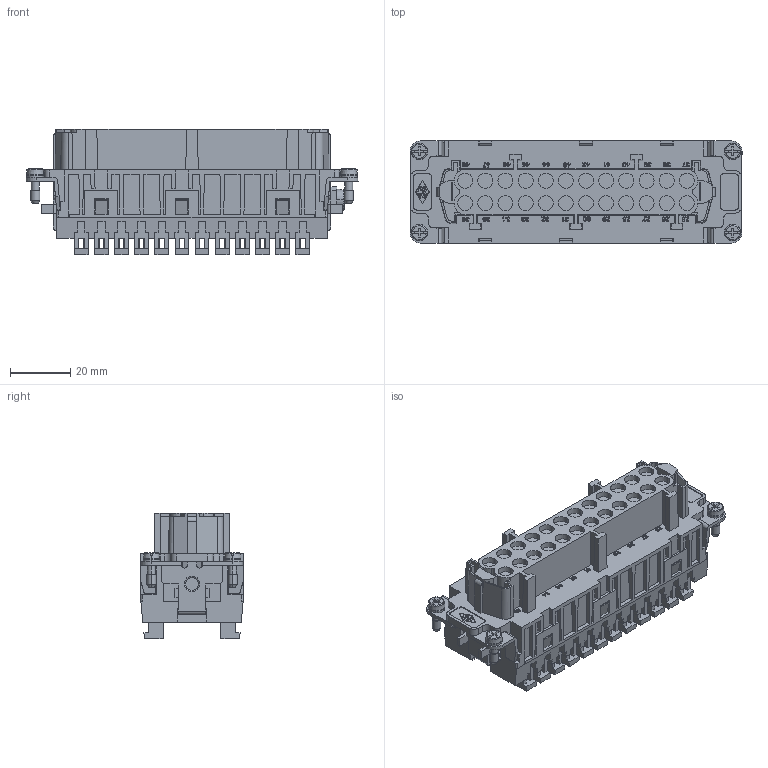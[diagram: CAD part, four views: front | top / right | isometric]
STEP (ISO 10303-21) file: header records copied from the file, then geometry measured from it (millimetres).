
FILE_DESCRIPTION(('Creo Elements/Direct Modeling STEP Export'),'2;1');
FILE_NAME('0ln7uvk4527ubnp2556','2016-10-04T15:57:29',(''),(''),'PTC Creo Elements/Direct Modeling STEP processor for AP214 (Solid Model)','PTC Creo Elements/Direct Modeling 19.0E 27-Jun-2016 (C) Parametric Technology GmbH','');
FILE_SCHEMA(('AUTOMOTIVE_DESIGN { 1 0 10303 214 1 1 1 1 }'));
Products named in the file (2): CSHF_24_N
Assembly tree (1 placements, depth 2):
  CSHF_24_N
    CSHF_24_N
Bounding box: 110.4 x 34 x 41.7 mm (x, y, z)
Volume: 80538.7 mm3; surface area: 36582.5 mm2
Topology: 1 solids, 25 shells, 1773 faces, 9196 edges, 7604 vertices
Faces by surface type: plane 1427, cylinder 266, cone 66, torus 14
Entity records: 105708 total; most frequent: ORIENTED_EDGE 18400, CARTESIAN_POINT 18075, DIRECTION 12067, EDGE_CURVE 9196, VECTOR 8147, LINE 8147, VERTEX_POINT 7604, EDGE_LOOP 2038
